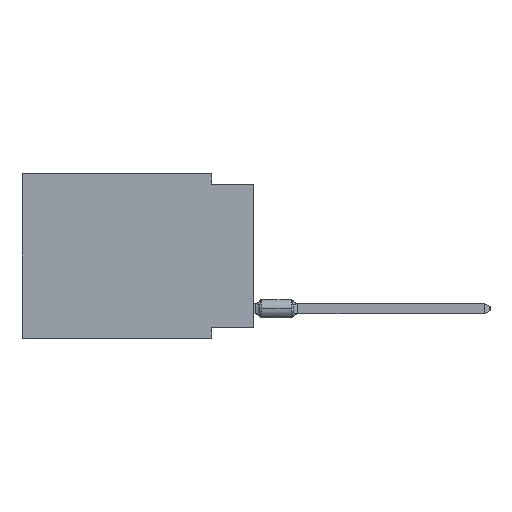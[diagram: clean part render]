
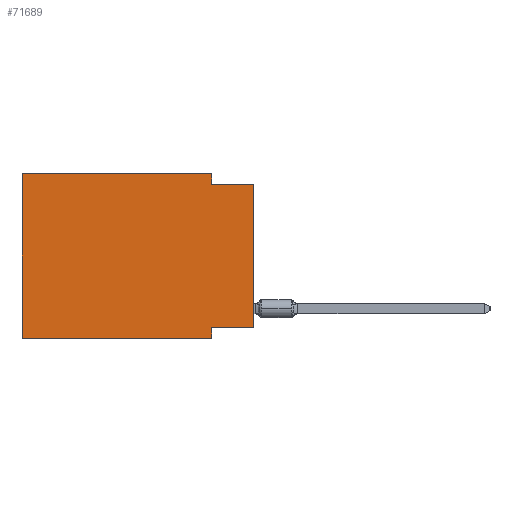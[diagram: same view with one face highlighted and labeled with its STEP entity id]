
A CAD part, left-side view. The second image highlights one B-rep face of the part: STEP entity #71689.
In plain terms, the highlighted planar face has unit normal (-1, 0, 0).
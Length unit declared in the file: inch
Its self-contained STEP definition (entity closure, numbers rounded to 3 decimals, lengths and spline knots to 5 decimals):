
#2157 = EDGE_CURVE ( 'NONE', #23460, #54847, #70027, .T. ) ;
#5353 = CARTESIAN_POINT ( 'NONE',  ( 0., 0.55, 0. ) ) ;
#7136 = CARTESIAN_POINT ( 'NONE',  ( 0., 0., -0.025 ) ) ;
#7317 = VECTOR ( 'NONE', #24133, 39.37008 ) ;
#7618 = CARTESIAN_POINT ( 'NONE',  ( 0., 0., -0.025 ) ) ;
#8709 = AXIS2_PLACEMENT_3D ( 'NONE', #36588, #67575, #55837 ) ;
#10000 = CARTESIAN_POINT ( 'NONE',  ( 0., 0.1, 0. ) ) ;
#10266 = CARTESIAN_POINT ( 'NONE',  ( 0., 0.1, -0.39 ) ) ;
#11004 = ORIENTED_EDGE ( 'NONE', *, *, #74549, .F. ) ;
#11121 = FACE_OUTER_BOUND ( 'NONE', #66599, .T. ) ;
#15225 = ORIENTED_EDGE ( 'NONE', *, *, #58239, .F. ) ;
#15900 = EDGE_CURVE ( 'NONE', #19136, #25248, #56756, .T. ) ;
#18253 = CARTESIAN_POINT ( 'NONE',  ( 0., 0.1, 0. ) ) ;
#19136 = VERTEX_POINT ( 'NONE', #36092 ) ;
#21014 = VERTEX_POINT ( 'NONE', #10266 ) ;
#22091 = LINE ( 'NONE', #10000, #26154 ) ;
#23460 = VERTEX_POINT ( 'NONE', #32643 ) ;
#23826 = DIRECTION ( 'NONE',  ( 0., -1., 0. ) ) ;
#24040 = PLANE ( 'NONE',  #8709 ) ;
#24133 = DIRECTION ( 'NONE',  ( 0., 0., 1. ) ) ;
#25248 = VERTEX_POINT ( 'NONE', #73086 ) ;
#25793 = EDGE_CURVE ( 'NONE', #19136, #21014, #80085, .T. ) ;
#26154 = VECTOR ( 'NONE', #73119, 39.37008 ) ;
#26209 = ORIENTED_EDGE ( 'NONE', *, *, #25793, .T. ) ;
#26337 = CARTESIAN_POINT ( 'NONE',  ( 0., 0.1, -0.365 ) ) ;
#27566 = DIRECTION ( 'NONE',  ( 0., 1., 0. ) ) ;
#27634 = VERTEX_POINT ( 'NONE', #44547 ) ;
#30181 = ORIENTED_EDGE ( 'NONE', *, *, #42682, .F. ) ;
#30292 = DIRECTION ( 'NONE',  ( 0., -1., 0. ) ) ;
#31950 = CARTESIAN_POINT ( 'NONE',  ( 0., 0., 0. ) ) ;
#32067 = VERTEX_POINT ( 'NONE', #26337 ) ;
#32643 = CARTESIAN_POINT ( 'NONE',  ( 0., 0., -0.365 ) ) ;
#33499 = LINE ( 'NONE', #7618, #51487 ) ;
#35604 = ORIENTED_EDGE ( 'NONE', *, *, #15900, .F. ) ;
#35788 = LINE ( 'NONE', #43621, #74450 ) ;
#36092 = CARTESIAN_POINT ( 'NONE',  ( 0., 0.55, -0.39 ) ) ;
#36187 = EDGE_CURVE ( 'NONE', #32067, #21014, #35788, .T. ) ;
#36588 = CARTESIAN_POINT ( 'NONE',  ( 0., 0.55, 0. ) ) ;
#38907 = VECTOR ( 'NONE', #27566, 39.37008 ) ;
#40820 = ORIENTED_EDGE ( 'NONE', *, *, #72382, .F. ) ;
#41739 = VECTOR ( 'NONE', #23826, 39.37008 ) ;
#42682 = EDGE_CURVE ( 'NONE', #23460, #32067, #46826, .T. ) ;
#43621 = CARTESIAN_POINT ( 'NONE',  ( 0., 0.1, -0.39 ) ) ;
#44547 = CARTESIAN_POINT ( 'NONE',  ( 0., 0.1, -0.025 ) ) ;
#46826 = LINE ( 'NONE', #67741, #38907 ) ;
#51487 = VECTOR ( 'NONE', #77853, 39.37008 ) ;
#51493 = VERTEX_POINT ( 'NONE', #18253 ) ;
#53040 = VECTOR ( 'NONE', #30292, 39.37008 ) ;
#54847 = VERTEX_POINT ( 'NONE', #7136 ) ;
#55837 = DIRECTION ( 'NONE',  ( 0., 0., -1. ) ) ;
#56182 = DIRECTION ( 'NONE',  ( 0., 0., -1. ) ) ;
#56756 = LINE ( 'NONE', #5353, #7317 ) ;
#58239 = EDGE_CURVE ( 'NONE', #25248, #51493, #81113, .T. ) ;
#62099 = CARTESIAN_POINT ( 'NONE',  ( 0., 0.55, -0.39 ) ) ;
#66599 = EDGE_LOOP ( 'NONE', ( #81735, #40820, #11004, #15225, #35604, #26209, #75120, #30181 ) ) ;
#67575 = DIRECTION ( 'NONE',  ( 1., 0., 0. ) ) ;
#67741 = CARTESIAN_POINT ( 'NONE',  ( 0., 0., -0.365 ) ) ;
#70027 = LINE ( 'NONE', #31950, #82243 ) ;
#71689 = ADVANCED_FACE ( 'NONE', ( #11121 ), #24040, .F. ) ;
#72382 = EDGE_CURVE ( 'NONE', #27634, #54847, #33499, .T. ) ;
#73086 = CARTESIAN_POINT ( 'NONE',  ( 0., 0.55, 0. ) ) ;
#73119 = DIRECTION ( 'NONE',  ( 0., 0., -1. ) ) ;
#74046 = CARTESIAN_POINT ( 'NONE',  ( 0., 0.55, 0. ) ) ;
#74450 = VECTOR ( 'NONE', #56182, 39.37008 ) ;
#74549 = EDGE_CURVE ( 'NONE', #51493, #27634, #22091, .T. ) ;
#75120 = ORIENTED_EDGE ( 'NONE', *, *, #36187, .F. ) ;
#77853 = DIRECTION ( 'NONE',  ( 0., -1., 0. ) ) ;
#80085 = LINE ( 'NONE', #62099, #53040 ) ;
#81113 = LINE ( 'NONE', #74046, #41739 ) ;
#81735 = ORIENTED_EDGE ( 'NONE', *, *, #2157, .T. ) ;
#82136 = DIRECTION ( 'NONE',  ( 0., 0., 1. ) ) ;
#82243 = VECTOR ( 'NONE', #82136, 39.37008 ) ;
